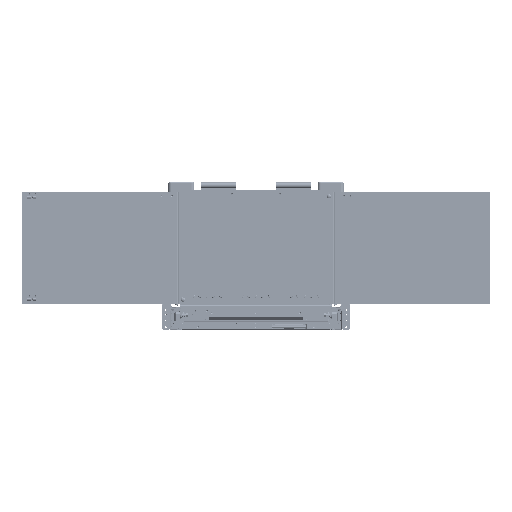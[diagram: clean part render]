
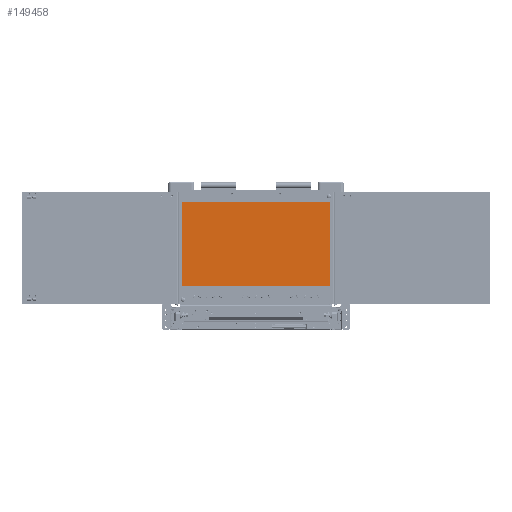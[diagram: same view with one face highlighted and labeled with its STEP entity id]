
A CAD part, top view. The second image highlights one B-rep face of the part: STEP entity #149458.
In plain terms, the highlighted planar face has unit normal (0, 0, 1).
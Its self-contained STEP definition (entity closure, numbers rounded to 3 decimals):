
#149234=DIRECTION('',(-1.,0.,0.));
#149235=VECTOR('',#149234,381.89);
#149236=CARTESIAN_POINT('',(190.945,93.845,311.85));
#149237=LINE('',#149236,#149235);
#149238=DIRECTION('',(0.,1.,0.));
#149239=VECTOR('',#149238,214.81);
#149240=CARTESIAN_POINT('',(-190.945,93.845,311.85));
#149241=LINE('',#149240,#149239);
#149242=DIRECTION('',(1.,0.,0.));
#149243=VECTOR('',#149242,381.89);
#149244=CARTESIAN_POINT('',(-190.945,308.655,311.85));
#149245=LINE('',#149244,#149243);
#149246=DIRECTION('',(0.,-1.,0.));
#149247=VECTOR('',#149246,214.81);
#149248=CARTESIAN_POINT('',(190.945,308.655,311.85));
#149249=LINE('',#149248,#149247);
#149302=CARTESIAN_POINT('',(-190.945,93.845,311.85));
#149303=CARTESIAN_POINT('',(190.945,93.845,311.85));
#149304=VERTEX_POINT('',#149302);
#149305=VERTEX_POINT('',#149303);
#149306=CARTESIAN_POINT('',(190.945,308.655,311.85));
#149307=VERTEX_POINT('',#149306);
#149308=CARTESIAN_POINT('',(-190.945,308.655,311.85));
#149309=VERTEX_POINT('',#149308);
#149443=CARTESIAN_POINT('',(0.,201.25,311.85));
#149444=DIRECTION('',(0.,0.,1.));
#149445=DIRECTION('',(1.,0.,0.));
#149446=AXIS2_PLACEMENT_3D('',#149443,#149444,#149445);
#149447=PLANE('',#149446);
#149449=ORIENTED_EDGE('',*,*,#149448,.T.);
#149451=ORIENTED_EDGE('',*,*,#149450,.T.);
#149453=ORIENTED_EDGE('',*,*,#149452,.T.);
#149455=ORIENTED_EDGE('',*,*,#149454,.T.);
#149456=EDGE_LOOP('',(#149449,#149451,#149453,#149455));
#149457=FACE_OUTER_BOUND('',#149456,.F.);
#149458=ADVANCED_FACE('',(#149457),#149447,.T.);
#149448=EDGE_CURVE('',#149305,#149304,#149237,.T.);
#149450=EDGE_CURVE('',#149304,#149309,#149241,.T.);
#149452=EDGE_CURVE('',#149309,#149307,#149245,.T.);
#149454=EDGE_CURVE('',#149307,#149305,#149249,.T.);
